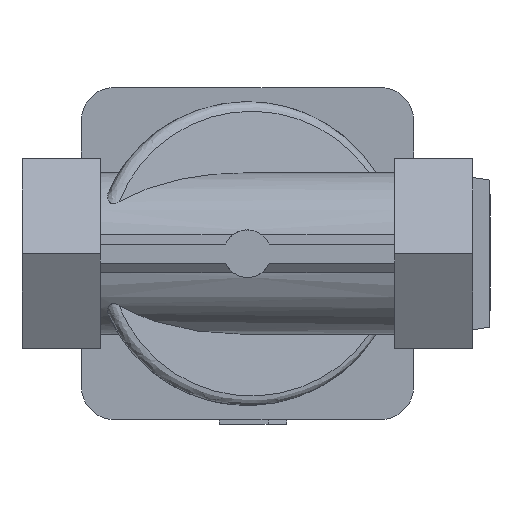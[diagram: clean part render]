
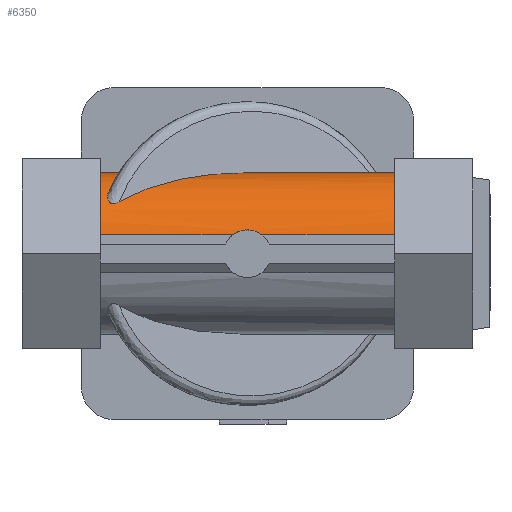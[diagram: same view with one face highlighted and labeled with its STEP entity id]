
A CAD part, front view. The second image highlights one B-rep face of the part: STEP entity #6350.
In plain terms, the highlighted cylindrical face has radius 17 mm (diameter 34 mm), a partial arc.
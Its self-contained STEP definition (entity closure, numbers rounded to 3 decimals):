
#142=ELLIPSE('',#6783,38.013,17.);
#162=B_SPLINE_CURVE_WITH_KNOTS('',3,(#9494,#9495,#9496,#9497,#9498,#9499),
 .UNSPECIFIED.,.F.,.F.,(4,2,4),(0.,0.19,0.309),
 .UNSPECIFIED.);
#163=B_SPLINE_CURVE_WITH_KNOTS('',3,(#9500,#9501,#9502,#9503,#9504,#9505),
 .UNSPECIFIED.,.F.,.F.,(4,2,4),(-0.309,-0.19,0.),
 .UNSPECIFIED.);
#165=B_SPLINE_CURVE_WITH_KNOTS('',3,(#9546,#9547,#9548,#9549,#9550,#9551,
#9552,#9553,#9554,#9555,#9556,#9557,#9558,#9559,#9560,#9561,#9562,#9563),
 .UNSPECIFIED.,.F.,.F.,(4,2,2,2,2,2,2,2,4),(0.,0.083,0.133,
0.17,0.207,0.256,0.33,
0.407,0.49),.UNSPECIFIED.);
#166=B_SPLINE_CURVE_WITH_KNOTS('',3,(#9565,#9566,#9567,#9568,#9569,#9570,
#9571,#9572,#9573,#9574,#9575),.UNSPECIFIED.,.F.,.F.,(4,3,2,2,4),(-0.015,
0.,0.328,0.657,1.167),.UNSPECIFIED.);
#515=FACE_OUTER_BOUND('',#890,.T.);
#890=EDGE_LOOP('',(#4527,#4528,#4529,#4530,#4531,#4532,#4533,#4534,#4535,
#4536,#4537));
#1349=LINE('',#9538,#1964);
#1350=LINE('',#9542,#1965);
#1351=LINE('',#9577,#1966);
#1352=LINE('',#9580,#1967);
#1964=VECTOR('',#7578,10.);
#1965=VECTOR('',#7581,10.);
#1966=VECTOR('',#7584,10.);
#1967=VECTOR('',#7587,10.);
#2526=CIRCLE('',#6782,17.);
#2527=CIRCLE('',#6784,17.);
#2829=VERTEX_POINT('',#9487);
#2831=VERTEX_POINT('',#9491);
#2832=VERTEX_POINT('',#9493);
#2841=VERTEX_POINT('',#9537);
#2842=VERTEX_POINT('',#9539);
#2843=VERTEX_POINT('',#9541);
#2844=VERTEX_POINT('',#9543);
#2845=VERTEX_POINT('',#9545);
#2846=VERTEX_POINT('',#9564);
#2847=VERTEX_POINT('',#9576);
#2848=VERTEX_POINT('',#9578);
#3489=EDGE_CURVE('',#2832,#2831,#162,.T.);
#3490=EDGE_CURVE('',#2829,#2832,#163,.T.);
#3501=EDGE_CURVE('',#2831,#2841,#1349,.T.);
#3502=EDGE_CURVE('',#2842,#2841,#2526,.T.);
#3503=EDGE_CURVE('',#2843,#2842,#1350,.T.);
#3504=EDGE_CURVE('',#2844,#2843,#142,.T.);
#3505=EDGE_CURVE('',#2845,#2844,#165,.F.);
#3506=EDGE_CURVE('',#2846,#2845,#166,.T.);
#3507=EDGE_CURVE('',#2847,#2846,#1351,.T.);
#3508=EDGE_CURVE('',#2848,#2847,#2527,.T.);
#3509=EDGE_CURVE('',#2848,#2829,#1352,.T.);
#4527=ORIENTED_EDGE('',*,*,#3490,.T.);
#4528=ORIENTED_EDGE('',*,*,#3489,.T.);
#4529=ORIENTED_EDGE('',*,*,#3501,.T.);
#4530=ORIENTED_EDGE('',*,*,#3502,.F.);
#4531=ORIENTED_EDGE('',*,*,#3503,.F.);
#4532=ORIENTED_EDGE('',*,*,#3504,.F.);
#4533=ORIENTED_EDGE('',*,*,#3505,.F.);
#4534=ORIENTED_EDGE('',*,*,#3506,.F.);
#4535=ORIENTED_EDGE('',*,*,#3507,.F.);
#4536=ORIENTED_EDGE('',*,*,#3508,.F.);
#4537=ORIENTED_EDGE('',*,*,#3509,.T.);
#6234=CYLINDRICAL_SURFACE('',#6781,17.);
#6350=ADVANCED_FACE('',(#515),#6234,.T.);
#6781=AXIS2_PLACEMENT_3D('',#9536,#7576,#7577);
#6782=AXIS2_PLACEMENT_3D('',#9540,#7579,#7580);
#6783=AXIS2_PLACEMENT_3D('',#9544,#7582,#7583);
#6784=AXIS2_PLACEMENT_3D('',#9579,#7585,#7586);
#7576=DIRECTION('center_axis',(1.,0.,0.));
#7577=DIRECTION('ref_axis',(0.,0.009,1.));
#7578=DIRECTION('',(1.,0.,0.));
#7579=DIRECTION('center_axis',(1.,0.,0.));
#7580=DIRECTION('ref_axis',(0.,0.009,1.));
#7581=DIRECTION('',(1.,0.,0.));
#7582=DIRECTION('center_axis',(-0.447,0.894,0.));
#7583=DIRECTION('ref_axis',(0.894,0.447,0.));
#7584=DIRECTION('',(1.,0.,0.));
#7585=DIRECTION('center_axis',(-1.,0.,0.));
#7586=DIRECTION('ref_axis',(0.,0.009,1.));
#7587=DIRECTION('',(1.,0.,0.));
#9487=CARTESIAN_POINT('',(-3.,-33.023,4.));
#9491=CARTESIAN_POINT('',(3.,-33.023,4.));
#9493=CARTESIAN_POINT('',(0.,-32.748,5.));
#9494=CARTESIAN_POINT('Ctrl Pts',(0.,-32.748,
5.));
#9495=CARTESIAN_POINT('Ctrl Pts',(0.632,-32.748,5.));
#9496=CARTESIAN_POINT('Ctrl Pts',(1.303,-32.789,4.873));
#9497=CARTESIAN_POINT('Ctrl Pts',(2.306,-32.906,4.456));
#9498=CARTESIAN_POINT('Ctrl Pts',(2.672,-32.963,4.246));
#9499=CARTESIAN_POINT('Ctrl Pts',(3.,-33.023,4.));
#9500=CARTESIAN_POINT('Ctrl Pts',(-3.,-33.023,4.));
#9501=CARTESIAN_POINT('Ctrl Pts',(-2.672,-32.963,4.246));
#9502=CARTESIAN_POINT('Ctrl Pts',(-2.306,-32.906,4.456));
#9503=CARTESIAN_POINT('Ctrl Pts',(-1.303,-32.789,4.873));
#9504=CARTESIAN_POINT('Ctrl Pts',(-0.632,-32.748,
5.));
#9505=CARTESIAN_POINT('Ctrl Pts',(0.,-32.748,
5.));
#9536=CARTESIAN_POINT('Origin',(0.,-16.5,0.));
#9537=CARTESIAN_POINT('',(31.,-33.023,4.));
#9538=CARTESIAN_POINT('',(0.,-33.023,4.));
#9539=CARTESIAN_POINT('',(31.,-16.345,16.999));
#9540=CARTESIAN_POINT('Origin',(31.,-16.5,0.));
#9541=CARTESIAN_POINT('',(-0.691,-16.345,16.999));
#9542=CARTESIAN_POINT('',(0.,-16.345,16.999));
#9543=CARTESIAN_POINT('',(-27.044,-29.522,10.928));
#9544=CARTESIAN_POINT('Origin',(-1.,-16.5,0.));
#9545=CARTESIAN_POINT('',(-29.248,-27.474,12.984));
#9546=CARTESIAN_POINT('Ctrl Pts',(-27.044,-29.522,10.928));
#9547=CARTESIAN_POINT('Ctrl Pts',(-27.263,-29.631,10.798));
#9548=CARTESIAN_POINT('Ctrl Pts',(-27.513,-29.732,10.674));
#9549=CARTESIAN_POINT('Ctrl Pts',(-27.929,-29.824,10.558));
#9550=CARTESIAN_POINT('Ctrl Pts',(-28.093,-29.845,10.531));
#9551=CARTESIAN_POINT('Ctrl Pts',(-28.383,-29.839,10.539));
#9552=CARTESIAN_POINT('Ctrl Pts',(-28.503,-29.822,10.561));
#9553=CARTESIAN_POINT('Ctrl Pts',(-28.728,-29.757,10.642));
#9554=CARTESIAN_POINT('Ctrl Pts',(-28.826,-29.712,10.698));
#9555=CARTESIAN_POINT('Ctrl Pts',(-29.027,-29.583,10.856));
#9556=CARTESIAN_POINT('Ctrl Pts',(-29.117,-29.493,10.964));
#9557=CARTESIAN_POINT('Ctrl Pts',(-29.296,-29.252,11.244));
#9558=CARTESIAN_POINT('Ctrl Pts',(-29.372,-29.075,11.444));
#9559=CARTESIAN_POINT('Ctrl Pts',(-29.456,-28.659,11.885));
#9560=CARTESIAN_POINT('Ctrl Pts',(-29.459,-28.434,12.111));
#9561=CARTESIAN_POINT('Ctrl Pts',(-29.403,-27.967,12.554));
#9562=CARTESIAN_POINT('Ctrl Pts',(-29.34,-27.72,12.776));
#9563=CARTESIAN_POINT('Ctrl Pts',(-29.248,-27.474,12.984));
#9564=CARTESIAN_POINT('',(-27.111,-16.345,16.999));
#9565=CARTESIAN_POINT('Ctrl Pts',(-27.111,-16.345,16.999));
#9566=CARTESIAN_POINT('Ctrl Pts',(-27.111,-16.397,17.));
#9567=CARTESIAN_POINT('Ctrl Pts',(-27.111,-16.449,17.));
#9568=CARTESIAN_POINT('Ctrl Pts',(-27.111,-16.5,17.));
#9569=CARTESIAN_POINT('Ctrl Pts',(-27.111,-17.594,17.));
#9570=CARTESIAN_POINT('Ctrl Pts',(-27.179,-18.717,16.893));
#9571=CARTESIAN_POINT('Ctrl Pts',(-27.449,-20.932,16.451));
#9572=CARTESIAN_POINT('Ctrl Pts',(-27.65,-22.025,16.117));
#9573=CARTESIAN_POINT('Ctrl Pts',(-28.277,-24.689,15.001));
#9574=CARTESIAN_POINT('Ctrl Pts',(-28.766,-26.19,14.069));
#9575=CARTESIAN_POINT('Ctrl Pts',(-29.248,-27.474,12.984));
#9576=CARTESIAN_POINT('',(-31.,-16.345,16.999));
#9577=CARTESIAN_POINT('',(0.,-16.345,16.999));
#9578=CARTESIAN_POINT('',(-31.,-33.023,4.));
#9579=CARTESIAN_POINT('Origin',(-31.,-16.5,0.));
#9580=CARTESIAN_POINT('',(0.,-33.023,4.));
